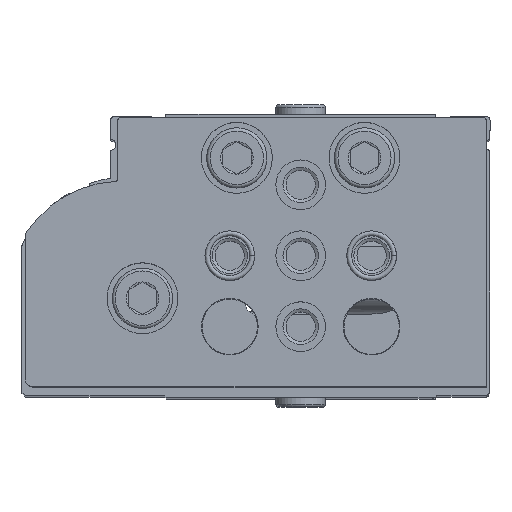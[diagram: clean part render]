
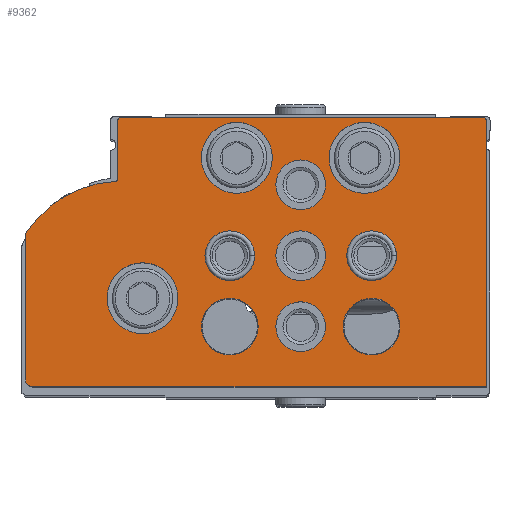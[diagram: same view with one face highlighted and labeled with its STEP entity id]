
A CAD part, top view. The second image highlights one B-rep face of the part: STEP entity #9362.
In plain terms, the highlighted face is planar.
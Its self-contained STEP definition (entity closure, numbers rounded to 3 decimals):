
#935=LINE('',#15525,#1648);
#937=LINE('',#15529,#1650);
#940=LINE('',#15537,#1653);
#945=LINE('',#15553,#1658);
#948=LINE('',#15561,#1661);
#1648=VECTOR('',#12614,1000.);
#1650=VECTOR('',#12618,1000.);
#1653=VECTOR('',#12627,1000.);
#1658=VECTOR('',#12646,1000.);
#1661=VECTOR('',#12655,1000.);
#3574=ORIENTED_EDGE('',*,*,#5232,.T.);
#3575=ORIENTED_EDGE('',*,*,#5233,.T.);
#3576=ORIENTED_EDGE('',*,*,#5234,.T.);
#3577=ORIENTED_EDGE('',*,*,#5235,.T.);
#3578=ORIENTED_EDGE('',*,*,#5236,.T.);
#3579=ORIENTED_EDGE('',*,*,#5237,.T.);
#3580=ORIENTED_EDGE('',*,*,#5238,.T.);
#3581=ORIENTED_EDGE('',*,*,#5239,.T.);
#3582=ORIENTED_EDGE('',*,*,#5240,.T.);
#3583=ORIENTED_EDGE('',*,*,#5241,.T.);
#3584=ORIENTED_EDGE('',*,*,#5209,.F.);
#3585=ORIENTED_EDGE('',*,*,#5230,.F.);
#3586=ORIENTED_EDGE('',*,*,#5228,.F.);
#3587=ORIENTED_EDGE('',*,*,#5226,.F.);
#3588=ORIENTED_EDGE('',*,*,#5224,.T.);
#3589=ORIENTED_EDGE('',*,*,#5222,.F.);
#3590=ORIENTED_EDGE('',*,*,#5220,.F.);
#3591=ORIENTED_EDGE('',*,*,#5218,.F.);
#3592=ORIENTED_EDGE('',*,*,#5216,.F.);
#3593=ORIENTED_EDGE('',*,*,#5214,.F.);
#3594=ORIENTED_EDGE('',*,*,#5212,.F.);
#5209=EDGE_CURVE('',#6225,#6226,#6814,.T.);
#5212=EDGE_CURVE('',#6226,#6227,#935,.T.);
#5214=EDGE_CURVE('',#6227,#6228,#937,.T.);
#5216=EDGE_CURVE('',#6228,#6229,#6815,.T.);
#5218=EDGE_CURVE('',#6229,#6230,#940,.T.);
#5220=EDGE_CURVE('',#6230,#6231,#6816,.T.);
#5222=EDGE_CURVE('',#6231,#6232,#6817,.T.);
#5224=EDGE_CURVE('',#6233,#6232,#6818,.T.);
#5226=EDGE_CURVE('',#6233,#6234,#945,.T.);
#5228=EDGE_CURVE('',#6234,#6235,#6819,.T.);
#5230=EDGE_CURVE('',#6235,#6225,#948,.T.);
#5232=EDGE_CURVE('',#6236,#6236,#6820,.T.);
#5233=EDGE_CURVE('',#6237,#6237,#6821,.T.);
#5234=EDGE_CURVE('',#6238,#6238,#6822,.T.);
#5235=EDGE_CURVE('',#6239,#6239,#6823,.T.);
#5236=EDGE_CURVE('',#6240,#6240,#6824,.T.);
#5237=EDGE_CURVE('',#6241,#6241,#6825,.T.);
#5238=EDGE_CURVE('',#6242,#6242,#6826,.T.);
#5239=EDGE_CURVE('',#6243,#6243,#6827,.T.);
#5240=EDGE_CURVE('',#6244,#6244,#6828,.T.);
#5241=EDGE_CURVE('',#6245,#6245,#6829,.T.);
#6225=VERTEX_POINT('',#15520);
#6226=VERTEX_POINT('',#15521);
#6227=VERTEX_POINT('',#15526);
#6228=VERTEX_POINT('',#15530);
#6229=VERTEX_POINT('',#15534);
#6230=VERTEX_POINT('',#15538);
#6231=VERTEX_POINT('',#15542);
#6232=VERTEX_POINT('',#15546);
#6233=VERTEX_POINT('',#15550);
#6234=VERTEX_POINT('',#15554);
#6235=VERTEX_POINT('',#15558);
#6236=VERTEX_POINT('',#15565);
#6237=VERTEX_POINT('',#15567);
#6238=VERTEX_POINT('',#15569);
#6239=VERTEX_POINT('',#15571);
#6240=VERTEX_POINT('',#15573);
#6241=VERTEX_POINT('',#15575);
#6242=VERTEX_POINT('',#15577);
#6243=VERTEX_POINT('',#15579);
#6244=VERTEX_POINT('',#15581);
#6245=VERTEX_POINT('',#15583);
#6814=CIRCLE('',#10334,0.5);
#6815=CIRCLE('',#10338,1.);
#6816=CIRCLE('',#10341,1.);
#6817=CIRCLE('',#10343,16.);
#6818=CIRCLE('',#10345,0.3);
#6819=CIRCLE('',#10348,0.5);
#6820=CIRCLE('',#10351,5.);
#6821=CIRCLE('',#10352,5.);
#6822=CIRCLE('',#10353,5.);
#6823=CIRCLE('',#10354,3.5);
#6824=CIRCLE('',#10355,3.5);
#6825=CIRCLE('',#10356,3.5);
#6826=CIRCLE('',#10357,3.5);
#6827=CIRCLE('',#10358,3.5);
#6828=CIRCLE('',#10359,4.);
#6829=CIRCLE('',#10360,4.);
#7481=EDGE_LOOP('',(#3574));
#7482=EDGE_LOOP('',(#3575));
#7483=EDGE_LOOP('',(#3576));
#7484=EDGE_LOOP('',(#3577));
#7485=EDGE_LOOP('',(#3578));
#7486=EDGE_LOOP('',(#3579));
#7487=EDGE_LOOP('',(#3580));
#7488=EDGE_LOOP('',(#3581));
#7489=EDGE_LOOP('',(#3582));
#7490=EDGE_LOOP('',(#3583));
#7491=EDGE_LOOP('',(#3584,#3585,#3586,#3587,#3588,#3589,#3590,#3591,#3592,
#3593,#3594));
#8346=FACE_BOUND('',#7481,.T.);
#8347=FACE_BOUND('',#7482,.T.);
#8348=FACE_BOUND('',#7483,.T.);
#8349=FACE_BOUND('',#7484,.T.);
#8350=FACE_BOUND('',#7485,.T.);
#8351=FACE_BOUND('',#7486,.T.);
#8352=FACE_BOUND('',#7487,.T.);
#8353=FACE_BOUND('',#7488,.T.);
#8354=FACE_BOUND('',#7489,.T.);
#8355=FACE_BOUND('',#7490,.T.);
#8356=FACE_BOUND('',#7491,.T.);
#8879=PLANE('',#10350);
#9362=ADVANCED_FACE('',(#8346,#8347,#8348,#8349,#8350,#8351,#8352,#8353,
#8354,#8355,#8356),#8879,.F.);
#10334=AXIS2_PLACEMENT_3D('',#15519,#12608,#12609);
#10338=AXIS2_PLACEMENT_3D('',#15533,#12622,#12623);
#10341=AXIS2_PLACEMENT_3D('',#15541,#12631,#12632);
#10343=AXIS2_PLACEMENT_3D('',#15545,#12636,#12637);
#10345=AXIS2_PLACEMENT_3D('',#15549,#12641,#12642);
#10348=AXIS2_PLACEMENT_3D('',#15557,#12650,#12651);
#10350=AXIS2_PLACEMENT_3D('',#15563,#12657,#12658);
#10351=AXIS2_PLACEMENT_3D('',#15564,#12659,#12660);
#10352=AXIS2_PLACEMENT_3D('',#15566,#12661,#12662);
#10353=AXIS2_PLACEMENT_3D('',#15568,#12663,#12664);
#10354=AXIS2_PLACEMENT_3D('',#15570,#12665,#12666);
#10355=AXIS2_PLACEMENT_3D('',#15572,#12667,#12668);
#10356=AXIS2_PLACEMENT_3D('',#15574,#12669,#12670);
#10357=AXIS2_PLACEMENT_3D('',#15576,#12671,#12672);
#10358=AXIS2_PLACEMENT_3D('',#15578,#12673,#12674);
#10359=AXIS2_PLACEMENT_3D('',#15580,#12675,#12676);
#10360=AXIS2_PLACEMENT_3D('',#15582,#12677,#12678);
#12608=DIRECTION('',(0.,0.,1.));
#12609=DIRECTION('',(1.,0.,0.));
#12614=DIRECTION('',(0.,-1.,0.));
#12618=DIRECTION('',(1.,0.,0.));
#12622=DIRECTION('',(0.,0.,1.));
#12623=DIRECTION('',(1.,0.,0.));
#12627=DIRECTION('',(0.,1.,0.));
#12631=DIRECTION('',(0.,0.,1.));
#12632=DIRECTION('',(1.,0.,0.));
#12636=DIRECTION('',(0.,0.,1.));
#12637=DIRECTION('',(1.,0.,0.));
#12641=DIRECTION('',(0.,0.,1.));
#12642=DIRECTION('',(1.,0.,0.));
#12646=DIRECTION('',(0.,1.,0.));
#12650=DIRECTION('',(0.,0.,1.));
#12651=DIRECTION('',(1.,0.,0.));
#12655=DIRECTION('',(-1.,0.,0.));
#12657=DIRECTION('',(0.,0.,1.));
#12658=DIRECTION('',(1.,0.,0.));
#12659=DIRECTION('',(0.,0.,1.));
#12660=DIRECTION('',(1.,0.,0.));
#12661=DIRECTION('',(0.,0.,1.));
#12662=DIRECTION('',(1.,0.,0.));
#12663=DIRECTION('',(0.,0.,1.));
#12664=DIRECTION('',(1.,0.,0.));
#12665=DIRECTION('',(0.,0.,1.));
#12666=DIRECTION('',(1.,0.,0.));
#12667=DIRECTION('',(0.,0.,1.));
#12668=DIRECTION('',(1.,0.,0.));
#12669=DIRECTION('',(0.,0.,1.));
#12670=DIRECTION('',(1.,0.,0.));
#12671=DIRECTION('',(0.,0.,1.));
#12672=DIRECTION('',(1.,0.,0.));
#12673=DIRECTION('',(0.,0.,1.));
#12674=DIRECTION('',(1.,0.,0.));
#12675=DIRECTION('',(0.,0.,1.));
#12676=DIRECTION('',(1.,0.,0.));
#12677=DIRECTION('',(0.,0.,1.));
#12678=DIRECTION('',(1.,0.,0.));
#15519=CARTESIAN_POINT('',(0.5,37.5,0.));
#15520=CARTESIAN_POINT('',(0.5,38.,0.));
#15521=CARTESIAN_POINT('',(0.,37.5,0.));
#15525=CARTESIAN_POINT('',(0.,37.5,0.));
#15526=CARTESIAN_POINT('',(0.,0.,0.));
#15529=CARTESIAN_POINT('',(0.,0.,0.));
#15530=CARTESIAN_POINT('',(64.,0.,0.));
#15533=CARTESIAN_POINT('',(64.,1.,0.));
#15534=CARTESIAN_POINT('',(65.,1.,0.));
#15537=CARTESIAN_POINT('',(65.,1.,0.));
#15538=CARTESIAN_POINT('',(65.,21.292,0.));
#15541=CARTESIAN_POINT('',(64.,21.292,0.));
#15542=CARTESIAN_POINT('',(64.833,21.844,0.));
#15545=CARTESIAN_POINT('',(51.5,13.,0.));
#15546=CARTESIAN_POINT('',(52.285,28.981,0.));
#15549=CARTESIAN_POINT('',(52.3,29.28,0.));
#15550=CARTESIAN_POINT('',(52.,29.28,0.));
#15553=CARTESIAN_POINT('',(52.,29.28,0.));
#15554=CARTESIAN_POINT('',(52.,37.5,0.));
#15557=CARTESIAN_POINT('',(51.5,37.5,0.));
#15558=CARTESIAN_POINT('',(51.5,38.,0.));
#15561=CARTESIAN_POINT('',(51.5,38.,0.));
#15563=CARTESIAN_POINT('',(0.5,37.5,0.));
#15564=CARTESIAN_POINT('',(48.5,12.5,0.));
#15565=CARTESIAN_POINT('',(53.5,12.5,0.));
#15566=CARTESIAN_POINT('',(35.2,32.3,0.));
#15567=CARTESIAN_POINT('',(40.2,32.3,0.));
#15568=CARTESIAN_POINT('',(17.2,32.3,0.));
#15569=CARTESIAN_POINT('',(22.2,32.3,0.));
#15570=CARTESIAN_POINT('',(26.2,28.5,0.));
#15571=CARTESIAN_POINT('',(29.7,28.5,0.));
#15572=CARTESIAN_POINT('',(36.2,18.5,0.));
#15573=CARTESIAN_POINT('',(39.7,18.5,0.));
#15574=CARTESIAN_POINT('',(26.2,18.5,0.));
#15575=CARTESIAN_POINT('',(29.7,18.5,0.));
#15576=CARTESIAN_POINT('',(16.2,18.5,0.));
#15577=CARTESIAN_POINT('',(19.7,18.5,0.));
#15578=CARTESIAN_POINT('',(26.2,8.5,0.));
#15579=CARTESIAN_POINT('',(29.7,8.5,0.));
#15580=CARTESIAN_POINT('',(36.2,8.5,0.));
#15581=CARTESIAN_POINT('',(40.2,8.5,0.));
#15582=CARTESIAN_POINT('',(16.2,8.5,0.));
#15583=CARTESIAN_POINT('',(20.2,8.5,0.));
